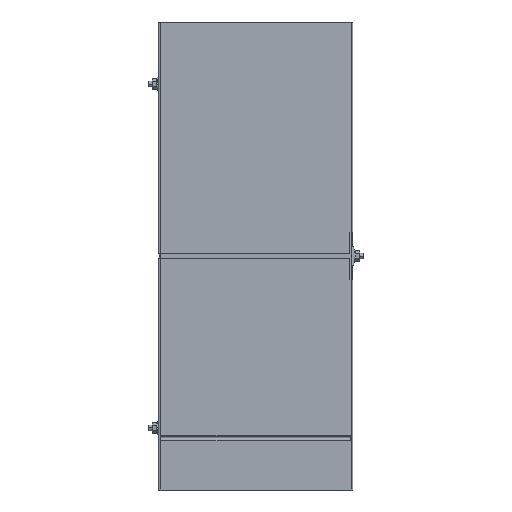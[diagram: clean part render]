
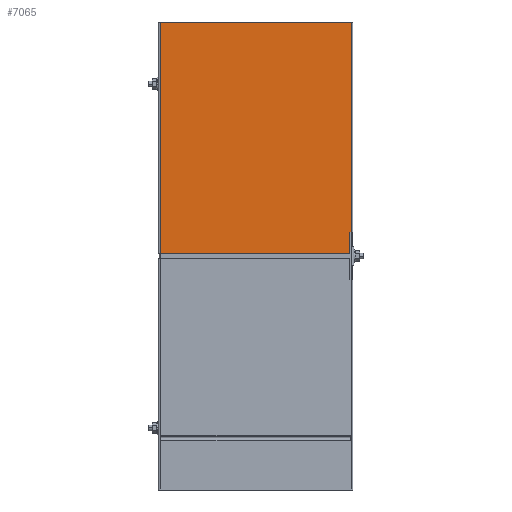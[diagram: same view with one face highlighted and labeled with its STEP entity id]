
A CAD part, front view. The second image highlights one B-rep face of the part: STEP entity #7065.
In plain terms, the highlighted planar face has unit normal (0, -1, 0).
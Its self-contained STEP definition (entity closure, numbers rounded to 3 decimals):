
#52 = CARTESIAN_POINT ( 'NONE',  ( 100., 0., 25. ) ) ;
#104 = CARTESIAN_POINT ( 'NONE',  ( -100., 0., 245. ) ) ;
#248 = ORIENTED_EDGE ( 'NONE', *, *, #9888, .F. ) ;
#277 = PLANE ( 'NONE',  #3008 ) ;
#493 = EDGE_LOOP ( 'NONE', ( #1670, #4640, #642, #3067, #248, #6490 ) ) ;
#592 = CARTESIAN_POINT ( 'NONE',  ( -100., 0., 2.5 ) ) ;
#642 = ORIENTED_EDGE ( 'NONE', *, *, #9809, .T. ) ;
#772 = LINE ( 'NONE', #4434, #4802 ) ;
#1016 = CARTESIAN_POINT ( 'NONE',  ( 100., 0., 245. ) ) ;
#1106 = CARTESIAN_POINT ( 'NONE',  ( 98., 0., 25. ) ) ;
#1328 = VECTOR ( 'NONE', #3642, 1000. ) ;
#1587 = LINE ( 'NONE', #7695, #1328 ) ;
#1670 = ORIENTED_EDGE ( 'NONE', *, *, #2466, .F. ) ;
#1757 = VERTEX_POINT ( 'NONE', #1106 ) ;
#1806 = CARTESIAN_POINT ( 'NONE',  ( 98., 0., 2.5 ) ) ;
#1909 = DIRECTION ( 'NONE',  ( 0., 0., 1. ) ) ;
#2466 = EDGE_CURVE ( 'NONE', #7011, #7875, #772, .T. ) ;
#2767 = EDGE_CURVE ( 'NONE', #3639, #7875, #6586, .T. ) ;
#3008 = AXIS2_PLACEMENT_3D ( 'NONE', #5938, #6762, #1909 ) ;
#3067 = ORIENTED_EDGE ( 'NONE', *, *, #5397, .F. ) ;
#3293 = VERTEX_POINT ( 'NONE', #52 ) ;
#3353 = DIRECTION ( 'NONE',  ( 0., 0., -1. ) ) ;
#3458 = FACE_OUTER_BOUND ( 'NONE', #493, .T. ) ;
#3639 = VERTEX_POINT ( 'NONE', #7816 ) ;
#3642 = DIRECTION ( 'NONE',  ( 0., 0., -1. ) ) ;
#3711 = LINE ( 'NONE', #9825, #8030 ) ;
#3947 = LINE ( 'NONE', #8210, #10407 ) ;
#4161 = DIRECTION ( 'NONE',  ( 1., 0., 0. ) ) ;
#4179 = DIRECTION ( 'NONE',  ( 0., 0., -1. ) ) ;
#4434 = CARTESIAN_POINT ( 'NONE',  ( -70., 0., 2.5 ) ) ;
#4640 = ORIENTED_EDGE ( 'NONE', *, *, #7506, .F. ) ;
#4802 = VECTOR ( 'NONE', #6077, 1000. ) ;
#5004 = CARTESIAN_POINT ( 'NONE',  ( 100., 0., 245. ) ) ;
#5116 = VECTOR ( 'NONE', #5861, 1000. ) ;
#5397 = EDGE_CURVE ( 'NONE', #6372, #3293, #1587, .T. ) ;
#5861 = DIRECTION ( 'NONE',  ( 1., 0., 0. ) ) ;
#5938 = CARTESIAN_POINT ( 'NONE',  ( 100., 0., 245. ) ) ;
#6077 = DIRECTION ( 'NONE',  ( -1., 0., 0. ) ) ;
#6372 = VERTEX_POINT ( 'NONE', #5004 ) ;
#6490 = ORIENTED_EDGE ( 'NONE', *, *, #2767, .T. ) ;
#6586 = LINE ( 'NONE', #104, #8490 ) ;
#6762 = DIRECTION ( 'NONE',  ( 0., 1., 0. ) ) ;
#7011 = VERTEX_POINT ( 'NONE', #1806 ) ;
#7020 = LINE ( 'NONE', #1016, #5116 ) ;
#7065 = ADVANCED_FACE ( 'NONE', ( #3458 ), #277, .F. ) ;
#7506 = EDGE_CURVE ( 'NONE', #1757, #7011, #3947, .T. ) ;
#7695 = CARTESIAN_POINT ( 'NONE',  ( 100., 0., 245. ) ) ;
#7816 = CARTESIAN_POINT ( 'NONE',  ( -100., 0., 245. ) ) ;
#7875 = VERTEX_POINT ( 'NONE', #592 ) ;
#8030 = VECTOR ( 'NONE', #4161, 1000. ) ;
#8210 = CARTESIAN_POINT ( 'NONE',  ( 98., 0., 25. ) ) ;
#8490 = VECTOR ( 'NONE', #4179, 1000. ) ;
#9809 = EDGE_CURVE ( 'NONE', #1757, #3293, #3711, .T. ) ;
#9825 = CARTESIAN_POINT ( 'NONE',  ( 98., 0., 25. ) ) ;
#9888 = EDGE_CURVE ( 'NONE', #3639, #6372, #7020, .T. ) ;
#10407 = VECTOR ( 'NONE', #3353, 1000. ) ;
